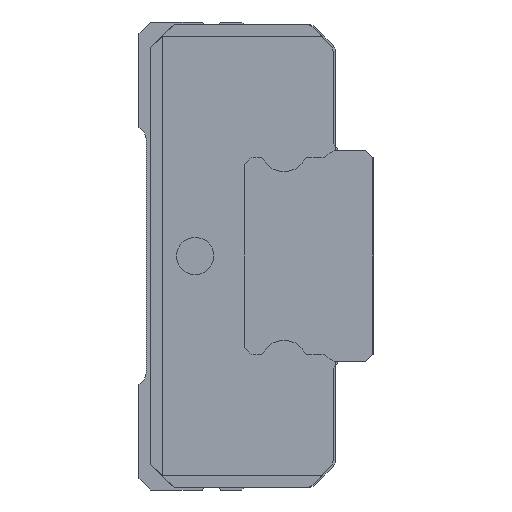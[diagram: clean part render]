
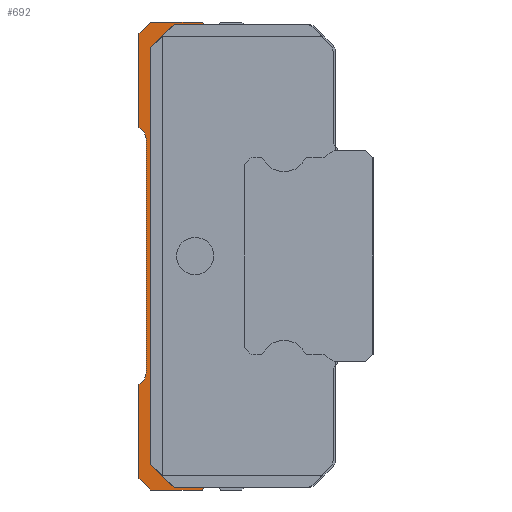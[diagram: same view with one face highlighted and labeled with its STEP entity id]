
A CAD part, left-side view. The second image highlights one B-rep face of the part: STEP entity #692.
In plain terms, the highlighted planar face has unit normal (-1, 0, 0).
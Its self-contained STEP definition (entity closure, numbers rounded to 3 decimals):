
#692 = ADVANCED_FACE( '', ( #1529 ), #1530, .F. );
#1529 = FACE_OUTER_BOUND( '', #2401, .T. );
#1530 = PLANE( '', #2402 );
#2401 = EDGE_LOOP( '', ( #4149, #4150, #4151, #4152, #4153, #4154, #4155, #4156, #4157, #4158, #4159, #4160, #4161, #4162, #4163, #4164, #4165, #4166 ) );
#2402 = AXIS2_PLACEMENT_3D( '', #4167, #4168, #4169 );
#4149 = ORIENTED_EDGE( '', *, *, #5160, .T. );
#4150 = ORIENTED_EDGE( '', *, *, #4790, .T. );
#4151 = ORIENTED_EDGE( '', *, *, #4517, .T. );
#4152 = ORIENTED_EDGE( '', *, *, #5044, .F. );
#4153 = ORIENTED_EDGE( '', *, *, #5031, .F. );
#4154 = ORIENTED_EDGE( '', *, *, #5171, .F. );
#4155 = ORIENTED_EDGE( '', *, *, #5190, .F. );
#4156 = ORIENTED_EDGE( '', *, *, #4685, .T. );
#4157 = ORIENTED_EDGE( '', *, *, #4648, .F. );
#4158 = ORIENTED_EDGE( '', *, *, #4534, .T. );
#4159 = ORIENTED_EDGE( '', *, *, #5087, .F. );
#4160 = ORIENTED_EDGE( '', *, *, #4599, .F. );
#4161 = ORIENTED_EDGE( '', *, *, #4919, .F. );
#4162 = ORIENTED_EDGE( '', *, *, #5174, .F. );
#4163 = ORIENTED_EDGE( '', *, *, #5081, .T. );
#4164 = ORIENTED_EDGE( '', *, *, #5191, .T. );
#4165 = ORIENTED_EDGE( '', *, *, #5181, .T. );
#4166 = ORIENTED_EDGE( '', *, *, #5105, .T. );
#4167 = CARTESIAN_POINT( '', ( -14.9, 5.4, 10.3 ) );
#4168 = DIRECTION( '', ( 1., 0., 0. ) );
#4169 = DIRECTION( '', ( 0., 0., -1. ) );
#4517 = EDGE_CURVE( '', #5276, #5274, #5277, .T. );
#4534 = EDGE_CURVE( '', #5304, #5305, #5306, .T. );
#4599 = EDGE_CURVE( '', #5416, #5417, #5418, .T. );
#4648 = EDGE_CURVE( '', #5304, #5504, #5505, .T. );
#4685 = EDGE_CURVE( '', #5565, #5504, #5566, .T. );
#4790 = EDGE_CURVE( '', #5733, #5276, #5734, .T. );
#4919 = EDGE_CURVE( '', #5931, #5416, #5932, .T. );
#5031 = EDGE_CURVE( '', #6089, #6090, #6091, .T. );
#5044 = EDGE_CURVE( '', #6090, #5274, #6109, .T. );
#5081 = EDGE_CURVE( '', #6153, #6154, #6155, .T. );
#5087 = EDGE_CURVE( '', #5417, #5305, #6162, .T. );
#5105 = EDGE_CURVE( '', #6181, #6185, #6187, .T. );
#5160 = EDGE_CURVE( '', #6185, #5733, #6261, .T. );
#5171 = EDGE_CURVE( '', #6274, #6089, #6275, .T. );
#5174 = EDGE_CURVE( '', #6153, #5931, #6278, .T. );
#5181 = EDGE_CURVE( '', #6284, #6181, #6287, .T. );
#5190 = EDGE_CURVE( '', #5565, #6274, #6297, .T. );
#5191 = EDGE_CURVE( '', #6154, #6284, #6298, .T. );
#5274 = VERTEX_POINT( '', #6389 );
#5276 = VERTEX_POINT( '', #6392 );
#5277 = CIRCLE( '', #6393, 0.5 );
#5304 = VERTEX_POINT( '', #6424 );
#5305 = VERTEX_POINT( '', #6425 );
#5306 = CIRCLE( '', #6426, 0.5 );
#5416 = VERTEX_POINT( '', #6562 );
#5417 = VERTEX_POINT( '', #6563 );
#5418 = LINE( '', #6564, #6565 );
#5504 = VERTEX_POINT( '', #6672 );
#5505 = LINE( '', #6673, #6674 );
#5565 = VERTEX_POINT( '', #6757 );
#5566 = CIRCLE( '', #6758, 0.5 );
#5733 = VERTEX_POINT( '', #6986 );
#5734 = LINE( '', #6987, #6988 );
#5931 = VERTEX_POINT( '', #7229 );
#5932 = LINE( '', #7230, #7231 );
#6089 = VERTEX_POINT( '', #7422 );
#6090 = VERTEX_POINT( '', #7423 );
#6091 = LINE( '', #7424, #7425 );
#6109 = LINE( '', #7452, #7453 );
#6153 = VERTEX_POINT( '', #7511 );
#6154 = VERTEX_POINT( '', #7512 );
#6155 = CIRCLE( '', #7513, 0.5 );
#6162 = LINE( '', #7521, #7522 );
#6181 = VERTEX_POINT( '', #7544 );
#6185 = VERTEX_POINT( '', #7550 );
#6187 = LINE( '', #7553, #7554 );
#6261 = LINE( '', #7645, #7646 );
#6274 = VERTEX_POINT( '', #7664 );
#6275 = LINE( '', #7665, #7666 );
#6278 = LINE( '', #7670, #7671 );
#6284 = VERTEX_POINT( '', #7678 );
#6287 = LINE( '', #7683, #7684 );
#6297 = LINE( '', #7695, #7696 );
#6298 = LINE( '', #7697, #7698 );
#6389 = CARTESIAN_POINT( '', ( -14.9, 5.8, 10. ) );
#6392 = CARTESIAN_POINT( '', ( -14.9, 5.7, 9.9 ) );
#6393 = AXIS2_PLACEMENT_3D( '', #7790, #7791, #7792 );
#6424 = CARTESIAN_POINT( '', ( -14.9, 8.2, -5. ) );
#6425 = CARTESIAN_POINT( '', ( -14.9, 8.355, -5.362 ) );
#6426 = AXIS2_PLACEMENT_3D( '', #7818, #7819, #7820 );
#6562 = CARTESIAN_POINT( '', ( -14.9, 8.5, -9.5 ) );
#6563 = CARTESIAN_POINT( '', ( -14.9, 8.5, -5.5 ) );
#6564 = CARTESIAN_POINT( '', ( -14.9, 8.5, -9.5 ) );
#6565 = VECTOR( '', #7910, 1000. );
#6672 = CARTESIAN_POINT( '', ( -14.9, 8.2, 5. ) );
#6673 = CARTESIAN_POINT( '', ( -14.9, 8.2, -5. ) );
#6674 = VECTOR( '', #7995, 1000. );
#6757 = CARTESIAN_POINT( '', ( -14.9, 8.355, 5.362 ) );
#6758 = AXIS2_PLACEMENT_3D( '', #8034, #8035, #8036 );
#6986 = CARTESIAN_POINT( '', ( -14.9, 7., 9.9 ) );
#6987 = CARTESIAN_POINT( '', ( -14.9, 7., 9.9 ) );
#6988 = VECTOR( '', #8170, 1000. );
#7229 = CARTESIAN_POINT( '', ( -14.9, 8., -10. ) );
#7230 = CARTESIAN_POINT( '', ( -14.9, 8., -10. ) );
#7231 = VECTOR( '', #8350, 1000. );
#7422 = CARTESIAN_POINT( '', ( -14.9, 8.5, 9.5 ) );
#7423 = CARTESIAN_POINT( '', ( -14.9, 8., 10. ) );
#7424 = CARTESIAN_POINT( '', ( -14.9, 8.5, 9.5 ) );
#7425 = VECTOR( '', #8511, 1000. );
#7452 = CARTESIAN_POINT( '', ( -14.9, 8., 10. ) );
#7453 = VECTOR( '', #8521, 1000. );
#7511 = CARTESIAN_POINT( '', ( -14.9, 5.8, -10. ) );
#7512 = CARTESIAN_POINT( '', ( -14.9, 5.7, -9.9 ) );
#7513 = AXIS2_PLACEMENT_3D( '', #8548, #8549, #8550 );
#7521 = CARTESIAN_POINT( '', ( -14.9, 8.5, -5.5 ) );
#7522 = VECTOR( '', #8561, 1000. );
#7544 = CARTESIAN_POINT( '', ( -14.9, 8., -8.9 ) );
#7550 = CARTESIAN_POINT( '', ( -14.9, 8., 8.9 ) );
#7553 = CARTESIAN_POINT( '', ( -14.9, 8., -8.9 ) );
#7554 = VECTOR( '', #8577, 1000. );
#7645 = CARTESIAN_POINT( '', ( -14.9, 8., 8.9 ) );
#7646 = VECTOR( '', #8637, 1000. );
#7664 = CARTESIAN_POINT( '', ( -14.9, 8.5, 5.5 ) );
#7665 = CARTESIAN_POINT( '', ( -14.9, 8.5, 5.5 ) );
#7666 = VECTOR( '', #8646, 1000. );
#7670 = CARTESIAN_POINT( '', ( -14.9, 5.8, -10. ) );
#7671 = VECTOR( '', #8648, 1000. );
#7678 = CARTESIAN_POINT( '', ( -14.9, 7., -9.9 ) );
#7683 = CARTESIAN_POINT( '', ( -14.9, 7., -9.9 ) );
#7684 = VECTOR( '', #8652, 1000. );
#7695 = CARTESIAN_POINT( '', ( -14.9, 8.355, 5.362 ) );
#7696 = VECTOR( '', #8657, 1000. );
#7697 = CARTESIAN_POINT( '', ( -14.9, 1.3, -9.9 ) );
#7698 = VECTOR( '', #8658, 1000. );
#7790 = CARTESIAN_POINT( '', ( -14.9, 5.4, 10.3 ) );
#7791 = DIRECTION( '', ( 1., 0., 0. ) );
#7792 = DIRECTION( '', ( 0., 0., -1. ) );
#7818 = CARTESIAN_POINT( '', ( -14.9, 8.7, -5. ) );
#7819 = DIRECTION( '', ( 1., 0., 0. ) );
#7820 = DIRECTION( '', ( 0., 0., -1. ) );
#7910 = DIRECTION( '', ( 0., 0., 1. ) );
#7995 = DIRECTION( '', ( 0., 0., 1. ) );
#8034 = CARTESIAN_POINT( '', ( -14.9, 8.7, 5. ) );
#8035 = DIRECTION( '', ( 1., 0., 0. ) );
#8036 = DIRECTION( '', ( 0., 0., -1. ) );
#8170 = DIRECTION( '', ( 0., -1., 0. ) );
#8350 = DIRECTION( '', ( 0., 0.707, 0.707 ) );
#8511 = DIRECTION( '', ( 0., -0.707, 0.707 ) );
#8521 = DIRECTION( '', ( 0., -1., 0. ) );
#8548 = CARTESIAN_POINT( '', ( -14.9, 5.4, -10.3 ) );
#8549 = DIRECTION( '', ( 1., 0., 0. ) );
#8550 = DIRECTION( '', ( 0., 0., -1. ) );
#8561 = DIRECTION( '', ( 0., -0.724, 0.69 ) );
#8577 = DIRECTION( '', ( 0., 0., 1. ) );
#8637 = DIRECTION( '', ( 0., -0.707, 0.707 ) );
#8646 = DIRECTION( '', ( 0., 0., 1. ) );
#8648 = DIRECTION( '', ( 0., 1., 0. ) );
#8652 = DIRECTION( '', ( 0., 0.707, 0.707 ) );
#8657 = DIRECTION( '', ( 0., 0.724, 0.69 ) );
#8658 = DIRECTION( '', ( 0., 1., 0. ) );
